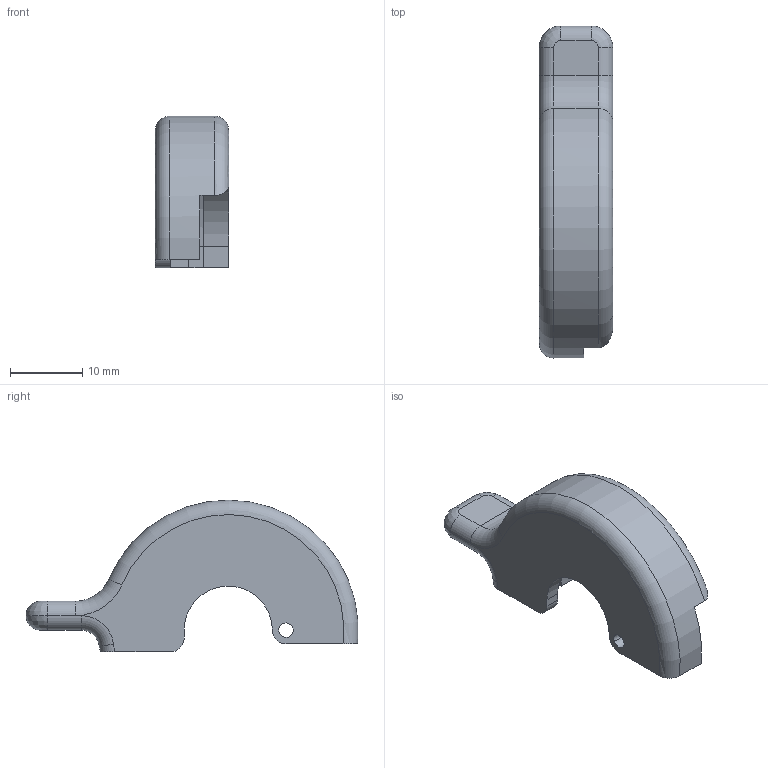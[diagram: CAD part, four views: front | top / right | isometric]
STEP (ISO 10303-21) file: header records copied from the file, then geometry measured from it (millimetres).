
FILE_DESCRIPTION(('CATIA V5 STEP Exchange'),'2;1');
FILE_NAME('maintient-seringue.stp','2020-05-04T08:49:47+00:00',('none'),('none'),'CATIA Version 5 Release 19 SP 9 (IN-10)','CATIA V5 STEP AP203','none');
FILE_SCHEMA(('CONFIG_CONTROL_DESIGN'));
Length unit declared in the file: millimetre
Products named in the file (1): Part4
Bounding box: 10.2 x 45.97 x 21 mm (x, y, z)
Volume: 3695.7 mm3; surface area: 2567.6 mm2
Topology: 1 solids, 1 shells, 47 faces, 125 edges, 80 vertices
Faces by surface type: cylinder 19, plane 16, torus 8, revolution 4
Entity records: 1514 total; most frequent: CARTESIAN_POINT 326, ORIENTED_EDGE 250, DIRECTION 203, EDGE_CURVE 125, AXIS2_PLACEMENT_3D 99, VERTEX_POINT 80, VECTOR 62, LINE 62
